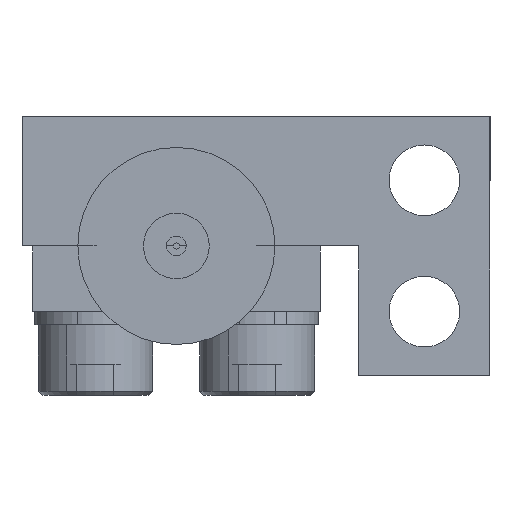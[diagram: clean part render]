
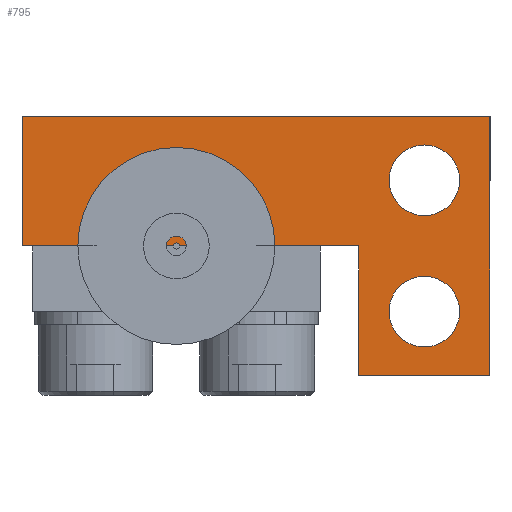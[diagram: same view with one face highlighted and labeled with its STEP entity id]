
A CAD part, front view. The second image highlights one B-rep face of the part: STEP entity #795.
In plain terms, the highlighted face is planar.
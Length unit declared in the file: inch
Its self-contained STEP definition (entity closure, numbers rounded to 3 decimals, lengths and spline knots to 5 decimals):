
#6 = EDGE_CURVE ( 'NONE', #1459, #1145, #400, .T. ) ;
#56 = DIRECTION ( 'NONE',  ( 0., 0., 1. ) ) ;
#81 = VERTEX_POINT ( 'NONE', #1992 ) ;
#98 = VERTEX_POINT ( 'NONE', #1897 ) ;
#131 = FACE_OUTER_BOUND ( 'NONE', #1207, .T. ) ;
#139 = VERTEX_POINT ( 'NONE', #1312 ) ;
#176 = DIRECTION ( 'NONE',  ( -1., 0., 0. ) ) ;
#211 = LINE ( 'NONE', #2586, #657 ) ;
#244 = VERTEX_POINT ( 'NONE', #961 ) ;
#288 = ORIENTED_EDGE ( 'NONE', *, *, #354, .T. ) ;
#299 = VECTOR ( 'NONE', #1711, 39.37008 ) ;
#321 = DIRECTION ( 'NONE',  ( 0., 1., 0. ) ) ;
#324 = CARTESIAN_POINT ( 'NONE',  ( -0.1575, 0., 0.0985 ) ) ;
#354 = EDGE_CURVE ( 'Edge2', #98, #244, #682, .T. ) ;
#386 = CARTESIAN_POINT ( 'NONE',  ( 0.1575, -0.16, 0.0985 ) ) ;
#400 = CIRCLE ( 'NONE', #1424, 0.043 ) ;
#404 = EDGE_CURVE ( 'NONE', #244, #2025, #1539, .T. ) ;
#407 = CARTESIAN_POINT ( 'NONE',  ( -0.08, -0.08, 0.0985 ) ) ;
#420 = DIRECTION ( 'NONE',  ( 0., 0., -1. ) ) ;
#441 = AXIS2_PLACEMENT_3D ( 'NONE', #407, #707, #1617 ) ;
#455 = LINE ( 'NONE', #1071, #2406 ) ;
#565 = EDGE_CURVE ( 'NONE', #81, #2419, #1457, .T. ) ;
#566 = DIRECTION ( 'NONE',  ( 1., 0., 0. ) ) ;
#599 = VECTOR ( 'NONE', #981, 39.37008 ) ;
#614 = ORIENTED_EDGE ( 'NONE', *, *, #6, .F. ) ;
#618 = EDGE_CURVE ( 'NONE', #2419, #81, #2278, .T. ) ;
#636 = VERTEX_POINT ( 'NONE', #2254 ) ;
#657 = VECTOR ( 'NONE', #2809, 39.37008 ) ;
#682 = LINE ( 'NONE', #2323, #599 ) ;
#707 = DIRECTION ( 'NONE',  ( 0., 0., 1. ) ) ;
#795 = ADVANCED_FACE ( 'NONE', ( #1933, #2823, #131 ), #2855, .F. ) ;
#837 = EDGE_LOOP ( 'NONE', ( #2535, #1359 ) ) ;
#842 = DIRECTION ( 'NONE',  ( 0., 0., 1. ) ) ;
#845 = DIRECTION ( 'NONE',  ( 0., -1., 0. ) ) ;
#851 = EDGE_CURVE ( 'NONE', #2521, #98, #211, .T. ) ;
#869 = CARTESIAN_POINT ( 'NONE',  ( -0.123, -0.08, 0.0985 ) ) ;
#926 = CARTESIAN_POINT ( 'NONE',  ( -0.08, -0.08, 0.0985 ) ) ;
#961 = CARTESIAN_POINT ( 'NONE',  ( 0., 0., 0.0985 ) ) ;
#981 = DIRECTION ( 'NONE',  ( 0., -1., 0. ) ) ;
#987 = ORIENTED_EDGE ( 'NONE', *, *, #404, .T. ) ;
#1030 = EDGE_CURVE ( 'NONE', #2025, #139, #455, .T. ) ;
#1033 = DIRECTION ( 'NONE',  ( 1., 0., 0. ) ) ;
#1071 = CARTESIAN_POINT ( 'NONE',  ( -0.1575, 0., 0.0985 ) ) ;
#1145 = VERTEX_POINT ( 'NONE', #1780 ) ;
#1178 = AXIS2_PLACEMENT_3D ( 'NONE', #1407, #2806, #566 ) ;
#1207 = EDGE_LOOP ( 'NONE', ( #2312, #1610, #288, #987, #2405, #1893 ) ) ;
#1220 = DIRECTION ( 'NONE',  ( -1., 0., 0. ) ) ;
#1312 = CARTESIAN_POINT ( 'NONE',  ( -0.1575, -0.16, 0.0985 ) ) ;
#1359 = ORIENTED_EDGE ( 'NONE', *, *, #618, .F. ) ;
#1387 = DIRECTION ( 'NONE',  ( 1., 0., 0. ) ) ;
#1407 = CARTESIAN_POINT ( 'NONE',  ( 0.08, -0.08, 0.0985 ) ) ;
#1424 = AXIS2_PLACEMENT_3D ( 'NONE', #2011, #56, #1387 ) ;
#1457 = CIRCLE ( 'NONE', #441, 0.043 ) ;
#1459 = VERTEX_POINT ( 'NONE', #2837 ) ;
#1472 = EDGE_CURVE ( 'NONE', #1145, #1459, #2680, .T. ) ;
#1539 = LINE ( 'NONE', #2541, #2148 ) ;
#1542 = AXIS2_PLACEMENT_3D ( 'NONE', #926, #842, #1033 ) ;
#1610 = ORIENTED_EDGE ( 'NONE', *, *, #851, .T. ) ;
#1617 = DIRECTION ( 'NONE',  ( 1., 0., 0. ) ) ;
#1711 = DIRECTION ( 'NONE',  ( 1., 0., 0. ) ) ;
#1758 = CARTESIAN_POINT ( 'NONE',  ( 0.1575, 0.41, 0.0985 ) ) ;
#1780 = CARTESIAN_POINT ( 'NONE',  ( 0.123, -0.08, 0.0985 ) ) ;
#1810 = VECTOR ( 'NONE', #321, 39.37008 ) ;
#1893 = ORIENTED_EDGE ( 'NONE', *, *, #2384, .T. ) ;
#1897 = CARTESIAN_POINT ( 'NONE',  ( 0., 0.41, 0.0985 ) ) ;
#1933 = FACE_BOUND ( 'NONE', #837, .T. ) ;
#1967 = AXIS2_PLACEMENT_3D ( 'NONE', #2409, #420, #176 ) ;
#1992 = CARTESIAN_POINT ( 'NONE',  ( -0.037, -0.08, 0.0985 ) ) ;
#2011 = CARTESIAN_POINT ( 'NONE',  ( 0.08, -0.08, 0.0985 ) ) ;
#2025 = VERTEX_POINT ( 'NONE', #324 ) ;
#2148 = VECTOR ( 'NONE', #1220, 39.37008 ) ;
#2167 = EDGE_LOOP ( 'NONE', ( #2808, #614 ) ) ;
#2183 = EDGE_CURVE ( 'Edge1', #636, #2521, #2691, .T. ) ;
#2245 = CARTESIAN_POINT ( 'NONE',  ( 0.1575, -0.16, 0.0985 ) ) ;
#2254 = CARTESIAN_POINT ( 'NONE',  ( 0.1575, -0.16, 0.0985 ) ) ;
#2278 = CIRCLE ( 'NONE', #1542, 0.043 ) ;
#2312 = ORIENTED_EDGE ( 'NONE', *, *, #2183, .T. ) ;
#2323 = CARTESIAN_POINT ( 'NONE',  ( 0., 0.41, 0.0985 ) ) ;
#2384 = EDGE_CURVE ( 'NONE', #139, #636, #2408, .T. ) ;
#2405 = ORIENTED_EDGE ( 'NONE', *, *, #1030, .T. ) ;
#2406 = VECTOR ( 'NONE', #845, 39.37008 ) ;
#2408 = LINE ( 'NONE', #2245, #299 ) ;
#2409 = CARTESIAN_POINT ( 'NONE',  ( 0.1575, 0.41, 0.0985 ) ) ;
#2419 = VERTEX_POINT ( 'NONE', #869 ) ;
#2521 = VERTEX_POINT ( 'NONE', #1758 ) ;
#2535 = ORIENTED_EDGE ( 'NONE', *, *, #565, .F. ) ;
#2541 = CARTESIAN_POINT ( 'NONE',  ( 0., 0., 0.0985 ) ) ;
#2586 = CARTESIAN_POINT ( 'NONE',  ( 0., 0.41, 0.0985 ) ) ;
#2680 = CIRCLE ( 'NONE', #1178, 0.043 ) ;
#2691 = LINE ( 'NONE', #386, #1810 ) ;
#2806 = DIRECTION ( 'NONE',  ( 0., 0., 1. ) ) ;
#2808 = ORIENTED_EDGE ( 'NONE', *, *, #1472, .F. ) ;
#2809 = DIRECTION ( 'NONE',  ( -1., 0., 0. ) ) ;
#2823 = FACE_BOUND ( 'NONE', #2167, .T. ) ;
#2837 = CARTESIAN_POINT ( 'NONE',  ( 0.037, -0.08, 0.0985 ) ) ;
#2855 = PLANE ( 'NONE',  #1967 ) ;
